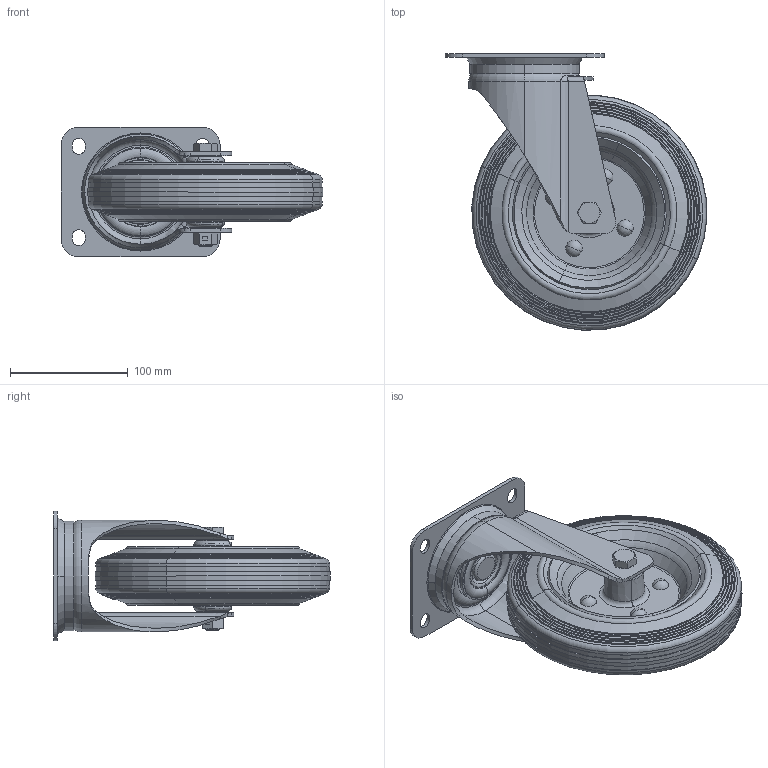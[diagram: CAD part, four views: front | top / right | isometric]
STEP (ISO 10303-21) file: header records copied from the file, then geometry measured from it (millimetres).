
FILE_DESCRIPTION (( 'STEP AP214' ), '1' );
FILE_NAME ('0055964.step', '2023-11-09T14:14:37', ( '' ), ( '' ), 'SwSTEP 2.0', 'SolidWorks 2020', '' );
FILE_SCHEMA (( 'AUTOMOTIVE_DESIGN' ));
Length unit declared in the file: millimetre
Products named in the file (1): 0055964
Bounding box: 222.34 x 234.84 x 110 mm (x, y, z)
Volume: 1103630.4 mm3; surface area: 285903.1 mm2
Topology: 32 solids, 32 shells, 672 faces, 1492 edges, 875 vertices
Faces by surface type: torus 178, cone 152, plane 141, cylinder 96, bspline 81, sphere 24
Entity records: 30088 total; most frequent: CARTESIAN_POINT 7999, DIRECTION 3094, ORIENTED_EDGE 2856, EDGE_CURVE 1428, AXIS2_PLACEMENT_3D 1341, VERTEX_POINT 851, EDGE_LOOP 757, CIRCLE 749
